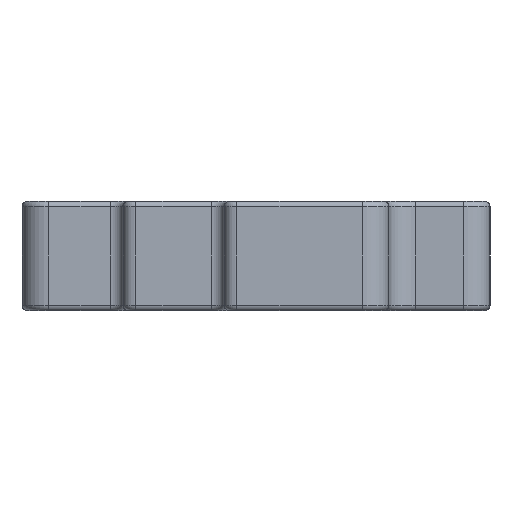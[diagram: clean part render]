
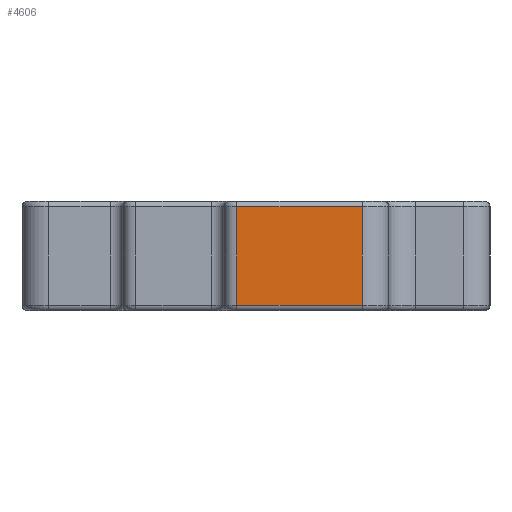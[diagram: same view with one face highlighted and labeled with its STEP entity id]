
A CAD part, left-side view. The second image highlights one B-rep face of the part: STEP entity #4606.
In plain terms, the highlighted planar face has unit normal (-1, 0, 0).
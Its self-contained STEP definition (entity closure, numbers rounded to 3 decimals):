
#4567=CARTESIAN_POINT('',(-60.238,52.375,20.6));
#4568=DIRECTION('',(1.,0.,0.));
#4569=DIRECTION('',(0.,0.,-1.));
#4570=AXIS2_PLACEMENT_3D('',#4567,#4568,#4569);
#4571=PLANE('',#4570);
#4572=CARTESIAN_POINT('',(-60.238,65.519,19.6));
#4573=VERTEX_POINT('',#4572);
#4574=CARTESIAN_POINT('',(-60.238,65.519,1.));
#4575=VERTEX_POINT('',#4574);
#4576=CARTESIAN_POINT('',(-60.238,65.519,19.6));
#4577=DIRECTION('',(0.,0.,-1.));
#4578=VECTOR('',#4577,18.6);
#4579=LINE('',#4576,#4578);
#4580=EDGE_CURVE('',#4573,#4575,#4579,.T.);
#4581=ORIENTED_EDGE('',*,*,#4580,.T.);
#4582=CARTESIAN_POINT('',(-60.238,41.85,1.));
#4583=VERTEX_POINT('',#4582);
#4584=CARTESIAN_POINT('',(-60.238,65.519,1.));
#4585=DIRECTION('',(0.,-1.,0.));
#4586=VECTOR('',#4585,23.669);
#4587=LINE('',#4584,#4586);
#4588=EDGE_CURVE('',#4575,#4583,#4587,.T.);
#4589=ORIENTED_EDGE('',*,*,#4588,.T.);
#4590=CARTESIAN_POINT('',(-60.238,41.85,19.6));
#4591=VERTEX_POINT('',#4590);
#4592=CARTESIAN_POINT('',(-60.238,41.85,1.));
#4593=DIRECTION('',(-0.,-0.,1.));
#4594=VECTOR('',#4593,18.6);
#4595=LINE('',#4592,#4594);
#4596=EDGE_CURVE('',#4583,#4591,#4595,.T.);
#4597=ORIENTED_EDGE('',*,*,#4596,.T.);
#4598=CARTESIAN_POINT('',(-60.238,41.85,19.6));
#4599=DIRECTION('',(-0.,1.,-0.));
#4600=VECTOR('',#4599,23.669);
#4601=LINE('',#4598,#4600);
#4602=EDGE_CURVE('',#4591,#4573,#4601,.T.);
#4603=ORIENTED_EDGE('',*,*,#4602,.T.);
#4604=EDGE_LOOP('',(#4581,#4589,#4597,#4603));
#4605=FACE_BOUND('',#4604,.T.);
#4606=ADVANCED_FACE('',(#4605),#4571,.F.);
